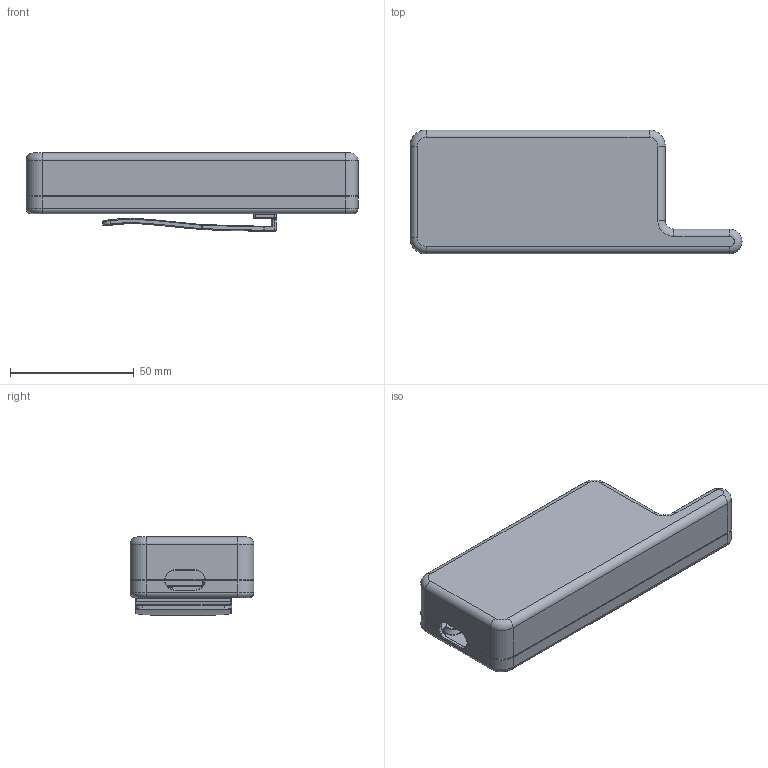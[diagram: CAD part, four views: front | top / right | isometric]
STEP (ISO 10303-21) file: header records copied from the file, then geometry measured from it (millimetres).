
FILE_DESCRIPTION(/* description */ (''),/* implementation_level */ '2;1');
FILE_NAME(/* name */ 'Blues-Location-Tracker-Slim.step',/* time_stamp */ '2023-09-03T17:06:39+08:00',/* author */ (''),/* organization */ (''),/* preprocessor_version */ 'ST-DEVELOPER v20',/* originating_system */ 'Autodesk Translation Framework v12.9.0.99',/* authorisation */ '');
FILE_SCHEMA (('AUTOMOTIVE_DESIGN { 1 0 10303 214 3 1 1 }'));
Length unit declared in the file: millimetre
Products named in the file (1): Blues-Location-Tracker-Slim-no-modules
Bounding box: 134 x 50 x 31.51 mm (x, y, z)
Volume: 39731 mm3; surface area: 45202 mm2
Topology: 3 solids, 3 shells, 720 faces, 1647 edges, 917 vertices
Faces by surface type: cylinder 300, torus 154, plane 127, bspline 102, sphere 27, cone 10
Full cylindrical faces by diameter (mm): 2 x1, 2.4 x9, 3 x7, 4 x1, 5 x4, 6 x5
Entity records: 23518 total; most frequent: CARTESIAN_POINT 7493, DIRECTION 3582, ORIENTED_EDGE 3224, EDGE_CURVE 1612, AXIS2_PLACEMENT_3D 1494, VERTEX_POINT 917, CIRCLE 837, EDGE_LOOP 753
